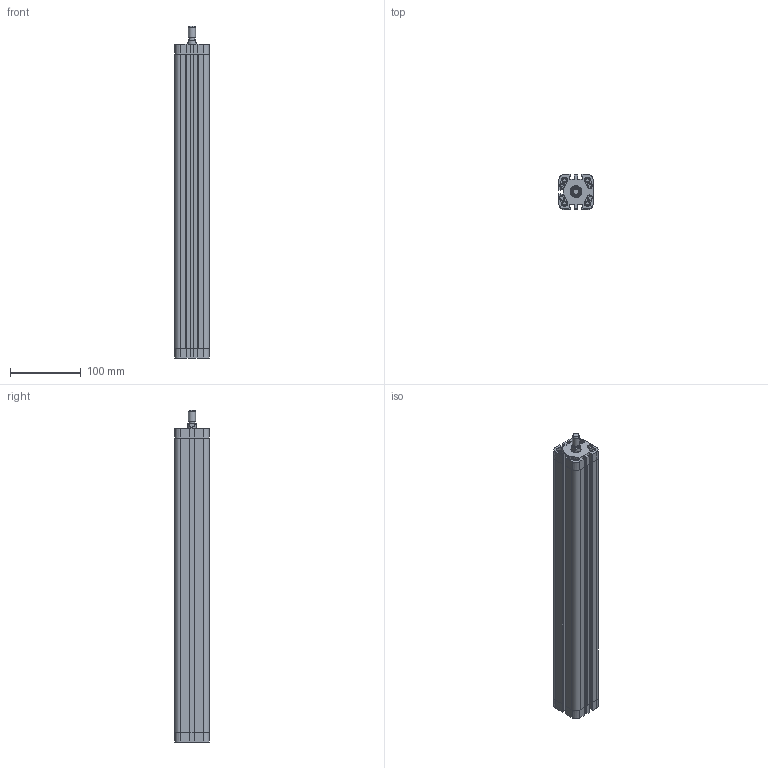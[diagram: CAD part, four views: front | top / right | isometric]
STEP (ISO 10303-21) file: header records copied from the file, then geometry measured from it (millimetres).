
FILE_DESCRIPTION((''),'2;1');
FILE_NAME('PDM032.400.GS.M.stp','2014-01-14T16:22:08',('carlo.corazza'),(''),'Autodesk Inventor 2012','Autodesk Inventor 2012','');
FILE_SCHEMA(('AUTOMOTIVE_DESIGN { 1 0 10303 214 1 1 1 1 }'));
Length unit declared in the file: millimetre
Products named in the file (5): PDM032.---.GS.M; TP; TA; CORPO-400; STELO-400
Assembly tree (4 placements, depth 2):
  PDM032.---.GS.M
    TP
    TA
    CORPO-400
    STELO-400
Bounding box: 49 x 49 x 469.5 mm (x, y, z)
Volume: 655229.2 mm3; surface area: 189752.7 mm2
Topology: 4 solids, 12 shells, 721 faces, 1852 edges, 1214 vertices
Faces by surface type: plane 346, cylinder 176, bspline 116, torus 48, cone 35
Full cylindrical faces by diameter (mm): 2.5 x2, 4.917 x1, 5.2 x8, 7.5 x8, 7.9 x1, 8.566 x2, 9 x1, 10 x1, 12 x1, 12.54 x1, 13.7 x1, 14 x1, 16.32 x1, 16.5 x1, 32 x1
Entity records: 23339 total; most frequent: CARTESIAN_POINT 5763, ORIENTED_EDGE 3506, DIRECTION 3160, EDGE_CURVE 1753, VERTEX_POINT 1197, VECTOR 1054, LINE 1054, AXIS2_PLACEMENT_3D 1053
